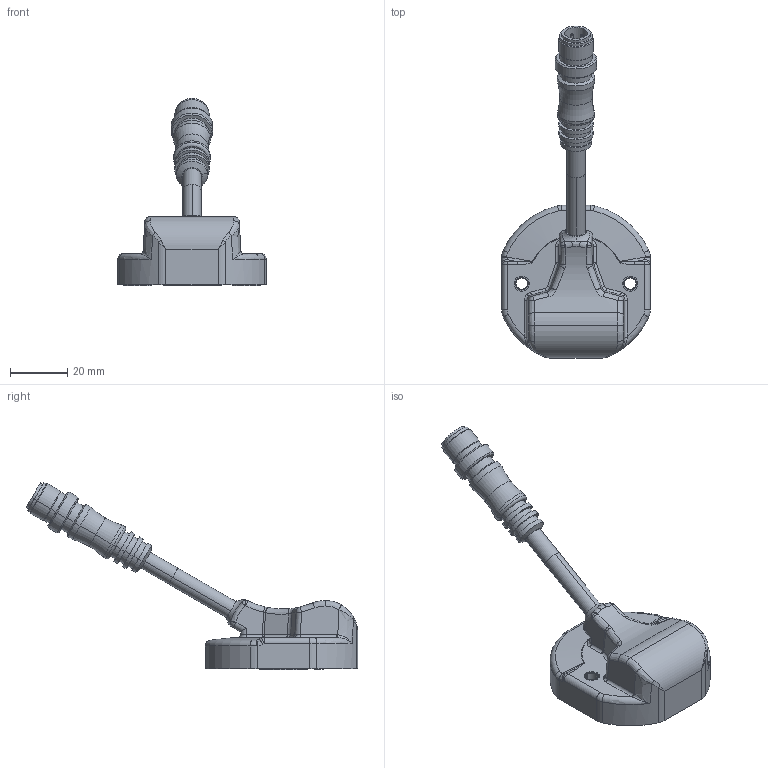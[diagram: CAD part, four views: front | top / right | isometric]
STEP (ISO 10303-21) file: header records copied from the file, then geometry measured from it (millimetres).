
FILE_DESCRIPTION (( 'STEP AP203' ), '1' );
FILE_NAME ('M132_TCW4_GMR.STEP', '2019-11-22T14:53:10', ( '' ), ( '' ), 'SwSTEP 2.0', 'SolidWorks 2017', '' );
FILE_SCHEMA (( 'CONFIG_CONTROL_DESIGN' ));
Length unit declared in the file: millimetre
Products named in the file (3): M132_TCW4_GMR; TCW4; Fiche M12
Assembly tree (2 placements, depth 2):
  M132_TCW4_GMR
    TCW4
    Fiche M12
Bounding box: 52 x 116.02 x 65.44 mm (x, y, z)
Volume: 6164.5 mm3; surface area: 12474.9 mm2
Topology: 1 solids, 7 shells, 418 faces, 1129 edges, 714 vertices
Faces by surface type: bspline 125, plane 109, cylinder 108, cone 35, torus 23, sphere 18
Entity records: 17520 total; most frequent: CARTESIAN_POINT 7624, ORIENTED_EDGE 2054, DIRECTION 1789, EDGE_CURVE 1125, VERTEX_POINT 714, AXIS2_PLACEMENT_3D 651, VECTOR 487, LINE 487
